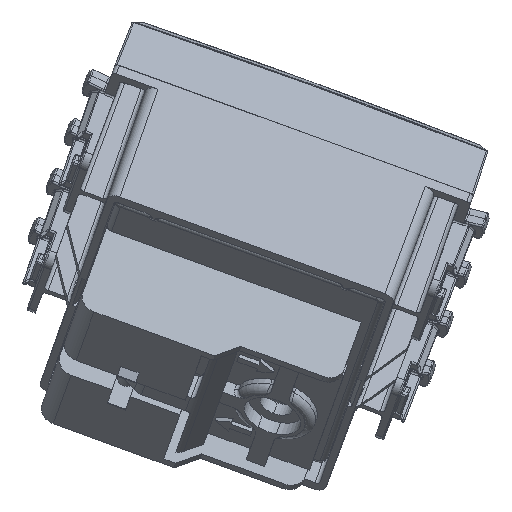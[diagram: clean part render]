
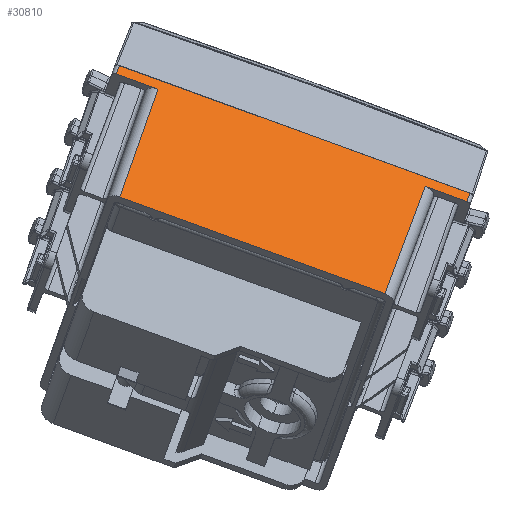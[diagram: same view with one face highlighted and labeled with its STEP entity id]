
A CAD part, left-side view. The second image highlights one B-rep face of the part: STEP entity #30810.
In plain terms, the highlighted face is planar.
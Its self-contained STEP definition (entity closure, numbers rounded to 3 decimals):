
#30300=CARTESIAN_POINT('Vertex',(21.939,-22.414,0.)) ;
#30317=CARTESIAN_POINT('Vertex',(21.95,-22.425,1.275)) ;
#30320=CARTESIAN_POINT('Line Origine',(21.875,-22.35,-7.375)) ;
#30379=CARTESIAN_POINT('Vertex',(-21.95,-22.425,1.275)) ;
#30384=CARTESIAN_POINT('Line Origine',(0.,-22.425,1.275)) ;
#30419=CARTESIAN_POINT('Vertex',(-21.939,-22.414,0.)) ;
#30422=CARTESIAN_POINT('Line Origine',(-21.875,-22.35,-7.375)) ;
#30741=CARTESIAN_POINT('Vertex',(16.74,-22.414,0.)) ;
#30744=CARTESIAN_POINT('Line Origine',(16.7,-22.374,-4.52)) ;
#30748=CARTESIAN_POINT('Vertex',(16.6,-22.274,-16.025)) ;
#30772=CARTESIAN_POINT('Axis2P3D Location',(0.,-22.425,1.275)) ;
#30778=CARTESIAN_POINT('Control Point',(-16.74,-22.414,0.)) ;
#30779=CARTESIAN_POINT('Control Point',(-16.6,-22.274,-16.025)) ;
#30780=CARTESIAN_POINT('Vertex',(-16.74,-22.414,0.)) ;
#30782=CARTESIAN_POINT('Vertex',(-16.6,-22.274,-16.025)) ;
#30785=CARTESIAN_POINT('Line Origine',(0.,-22.274,-16.025)) ;
#30790=CARTESIAN_POINT('Line Origine',(0.,-22.414,0.)) ;
#30795=CARTESIAN_POINT('Line Origine',(0.,-22.414,0.)) ;
#30321=DIRECTION('Vector Direction',(-0.009,0.009,-1.)) ;
#30385=DIRECTION('Vector Direction',(-1.,0.,0.)) ;
#30423=DIRECTION('Vector Direction',(0.009,0.009,-1.)) ;
#30745=DIRECTION('Vector Direction',(-0.009,0.009,-1.)) ;
#30773=DIRECTION('Axis2P3D Direction',(0.,1.,0.009)) ;
#30774=DIRECTION('Axis2P3D XDirection',(-1.,0.,0.)) ;
#30786=DIRECTION('Vector Direction',(-1.,0.,0.)) ;
#30791=DIRECTION('Vector Direction',(-1.,0.,0.)) ;
#30796=DIRECTION('Vector Direction',(-1.,0.,0.)) ;
#30775=AXIS2_PLACEMENT_3D('Plane Axis2P3D',#30772,#30773,#30774) ;
#30801=ORIENTED_EDGE('',*,*,#30784,.T.) ;
#30802=ORIENTED_EDGE('',*,*,#30789,.F.) ;
#30803=ORIENTED_EDGE('',*,*,#30750,.T.) ;
#30804=ORIENTED_EDGE('',*,*,#30794,.F.) ;
#30805=ORIENTED_EDGE('',*,*,#30324,.F.) ;
#30806=ORIENTED_EDGE('',*,*,#30388,.T.) ;
#30807=ORIENTED_EDGE('',*,*,#30426,.F.) ;
#30808=ORIENTED_EDGE('',*,*,#30799,.F.) ;
#30322=VECTOR('Line Direction',#30321,1.) ;
#30386=VECTOR('Line Direction',#30385,1.) ;
#30424=VECTOR('Line Direction',#30423,1.) ;
#30746=VECTOR('Line Direction',#30745,1.) ;
#30787=VECTOR('Line Direction',#30786,1.) ;
#30792=VECTOR('Line Direction',#30791,1.) ;
#30797=VECTOR('Line Direction',#30796,1.) ;
#30810=ADVANCED_FACE('PartBody',(#30809),#30776,.F.) ;
#30777=B_SPLINE_CURVE_WITH_KNOTS('',1,(#30778,#30779),.UNSPECIFIED.,.F.,.U.,(2,2),(-4.52,11.506),.UNSPECIFIED.) ;
#30324=EDGE_CURVE('',#30318,#30301,#30323,.T.) ;
#30388=EDGE_CURVE('',#30318,#30380,#30387,.T.) ;
#30426=EDGE_CURVE('',#30420,#30380,#30425,.F.) ;
#30750=EDGE_CURVE('',#30749,#30742,#30747,.F.) ;
#30784=EDGE_CURVE('',#30781,#30783,#30777,.T.) ;
#30789=EDGE_CURVE('',#30749,#30783,#30788,.T.) ;
#30794=EDGE_CURVE('',#30301,#30742,#30793,.T.) ;
#30799=EDGE_CURVE('',#30781,#30420,#30798,.T.) ;
#30800=EDGE_LOOP('',(#30801,#30802,#30803,#30804,#30805,#30806,#30807,#30808)) ;
#30809=FACE_OUTER_BOUND('',#30800,.T.) ;
#30323=LINE('Line',#30320,#30322) ;
#30387=LINE('Line',#30384,#30386) ;
#30425=LINE('Line',#30422,#30424) ;
#30747=LINE('Line',#30744,#30746) ;
#30788=LINE('Line',#30785,#30787) ;
#30793=LINE('Line',#30790,#30792) ;
#30798=LINE('Line',#30795,#30797) ;
#30776=PLANE('',#30775) ;
#30301=VERTEX_POINT('',#30300) ;
#30318=VERTEX_POINT('',#30317) ;
#30380=VERTEX_POINT('',#30379) ;
#30420=VERTEX_POINT('',#30419) ;
#30742=VERTEX_POINT('',#30741) ;
#30749=VERTEX_POINT('',#30748) ;
#30781=VERTEX_POINT('',#30780) ;
#30783=VERTEX_POINT('',#30782) ;
